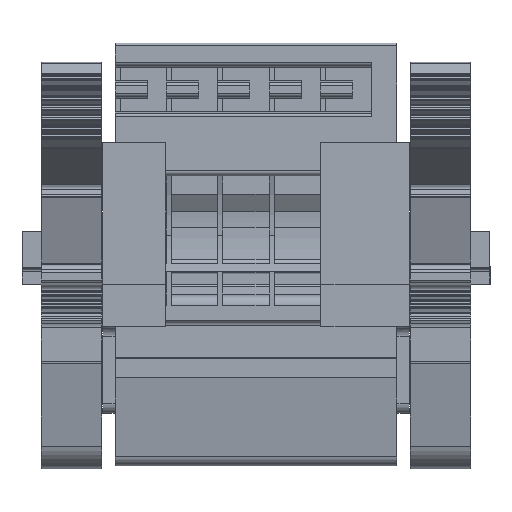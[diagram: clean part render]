
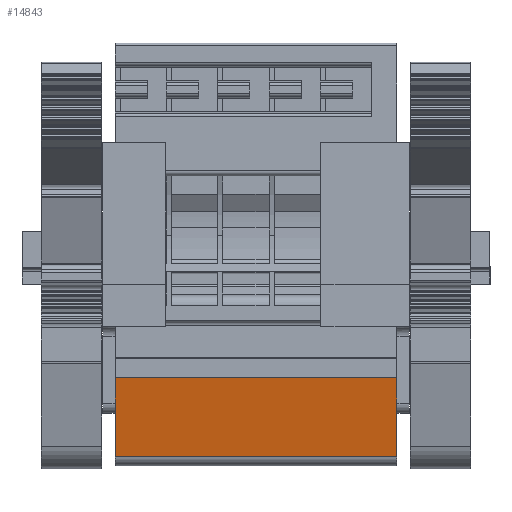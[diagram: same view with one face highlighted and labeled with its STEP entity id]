
A CAD part, front view. The second image highlights one B-rep face of the part: STEP entity #14843.
In plain terms, the highlighted planar face has unit normal (0, -0.985, -0.174).
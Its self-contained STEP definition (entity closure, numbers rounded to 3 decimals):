
#14823=AXIS2_PLACEMENT_3D('Plane Axis2P3D',#14820,#14821,#14822) ;
#11678=CARTESIAN_POINT('Vertex',(37.25,7.25,9.055)) ;
#11681=CARTESIAN_POINT('Line Origine',(37.25,7.941,5.134)) ;
#11685=CARTESIAN_POINT('Vertex',(37.25,8.633,1.213)) ;
#14805=CARTESIAN_POINT('Vertex',(9.25,7.25,9.055)) ;
#14808=CARTESIAN_POINT('Line Origine',(23.25,7.25,9.055)) ;
#14820=CARTESIAN_POINT('Axis2P3D Location',(37.25,7.25,9.055)) ;
#14825=CARTESIAN_POINT('Line Origine',(9.25,7.941,5.134)) ;
#14829=CARTESIAN_POINT('Vertex',(9.25,8.633,1.213)) ;
#14832=CARTESIAN_POINT('Line Origine',(23.25,8.633,1.213)) ;
#11682=DIRECTION('Vector Direction',(0.,0.174,-0.985)) ;
#14809=DIRECTION('Vector Direction',(-1.,0.,0.)) ;
#14821=DIRECTION('Axis2P3D Direction',(0.,0.985,0.174)) ;
#14822=DIRECTION('Axis2P3D XDirection',(0.,-0.174,0.985)) ;
#14826=DIRECTION('Vector Direction',(0.,0.174,-0.985)) ;
#14833=DIRECTION('Vector Direction',(-1.,0.,0.)) ;
#11683=VECTOR('Line Direction',#11682,1.) ;
#14810=VECTOR('Line Direction',#14809,1.) ;
#14827=VECTOR('Line Direction',#14826,1.) ;
#14834=VECTOR('Line Direction',#14833,1.) ;
#14838=ORIENTED_EDGE('',*,*,#14831,.T.) ;
#14839=ORIENTED_EDGE('',*,*,#14836,.F.) ;
#14840=ORIENTED_EDGE('',*,*,#11687,.F.) ;
#14841=ORIENTED_EDGE('',*,*,#14812,.T.) ;
#14843=ADVANCED_FACE('V1',(#14842),#14824,.F.) ;
#11687=EDGE_CURVE('',#11679,#11686,#11684,.T.) ;
#14812=EDGE_CURVE('',#11679,#14806,#14811,.T.) ;
#14831=EDGE_CURVE('',#14806,#14830,#14828,.T.) ;
#14836=EDGE_CURVE('',#11686,#14830,#14835,.T.) ;
#14837=EDGE_LOOP('',(#14838,#14839,#14840,#14841)) ;
#14842=FACE_OUTER_BOUND('',#14837,.T.) ;
#11684=LINE('Line',#11681,#11683) ;
#14811=LINE('Line',#14808,#14810) ;
#14828=LINE('Line',#14825,#14827) ;
#14835=LINE('Line',#14832,#14834) ;
#14824=PLANE('',#14823) ;
#11679=VERTEX_POINT('',#11678) ;
#11686=VERTEX_POINT('',#11685) ;
#14806=VERTEX_POINT('',#14805) ;
#14830=VERTEX_POINT('',#14829) ;
